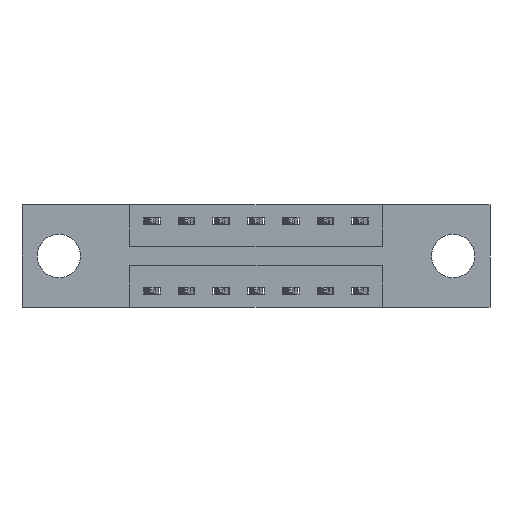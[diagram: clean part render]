
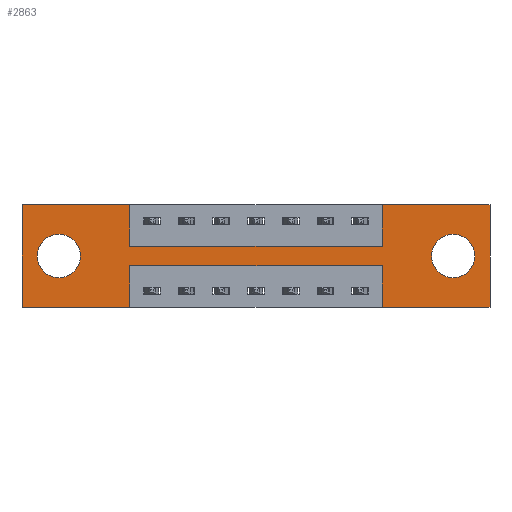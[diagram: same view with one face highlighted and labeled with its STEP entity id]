
A CAD part, front view. The second image highlights one B-rep face of the part: STEP entity #2863.
In plain terms, the highlighted planar face has unit normal (0, -1, 0).
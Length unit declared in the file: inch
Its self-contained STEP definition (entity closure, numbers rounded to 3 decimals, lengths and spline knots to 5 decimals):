
#121 = EDGE_CURVE ( 'NONE', #7200, #4388, #6866, .T. ) ;
#124 = CARTESIAN_POINT ( 'NONE',  ( 0., 0., -0.37 ) ) ;
#127 = EDGE_CURVE ( 'NONE', #5983, #7200, #8390, .T. ) ;
#195 = FACE_BOUND ( 'NONE', #413, .T. ) ;
#289 = DIRECTION ( 'NONE',  ( 0., 0., -1. ) ) ;
#313 = ORIENTED_EDGE ( 'NONE', *, *, #569, .F. ) ;
#327 = EDGE_CURVE ( 'NONE', #8232, #8428, #7387, .T. ) ;
#332 = VECTOR ( 'NONE', #8546, 39.37008 ) ;
#337 = VERTEX_POINT ( 'NONE', #5807 ) ;
#413 = EDGE_LOOP ( 'NONE', ( #1478, #1735 ) ) ;
#452 = CARTESIAN_POINT ( 'NONE',  ( 1.5525, 0., -0.263 ) ) ;
#489 = CARTESIAN_POINT ( 'NONE',  ( 1.2975, 0., -0.37 ) ) ;
#569 = EDGE_CURVE ( 'NONE', #2128, #8232, #8384, .T. ) ;
#570 = EDGE_LOOP ( 'NONE', ( #1093, #1501 ) ) ;
#590 = ORIENTED_EDGE ( 'NONE', *, *, #1769, .F. ) ;
#604 = EDGE_CURVE ( 'NONE', #2091, #2128, #4167, .T. ) ;
#849 = EDGE_LOOP ( 'NONE', ( #6320, #1871, #1490, #6203, #2166, #590, #1163, #313, #7169, #7900, #5226, #7406 ) ) ;
#870 = CARTESIAN_POINT ( 'NONE',  ( 1.2975, 0., -0.37 ) ) ;
#956 = CARTESIAN_POINT ( 'NONE',  ( 0., 0., 0. ) ) ;
#1093 = ORIENTED_EDGE ( 'NONE', *, *, #9258, .T. ) ;
#1163 = ORIENTED_EDGE ( 'NONE', *, *, #327, .F. ) ;
#1164 = EDGE_CURVE ( 'NONE', #8496, #2091, #7576, .T. ) ;
#1233 = DIRECTION ( 'NONE',  ( 0., 1., 0. ) ) ;
#1315 = VECTOR ( 'NONE', #5224, 39.37008 ) ;
#1394 = VECTOR ( 'NONE', #2552, 39.37008 ) ;
#1398 = CARTESIAN_POINT ( 'NONE',  ( 0., 0., 0. ) ) ;
#1457 = CARTESIAN_POINT ( 'NONE',  ( 0., 0., -0.37 ) ) ;
#1478 = ORIENTED_EDGE ( 'NONE', *, *, #9213, .T. ) ;
#1490 = ORIENTED_EDGE ( 'NONE', *, *, #127, .F. ) ;
#1501 = ORIENTED_EDGE ( 'NONE', *, *, #8222, .T. ) ;
#1735 = ORIENTED_EDGE ( 'NONE', *, *, #3509, .T. ) ;
#1769 = EDGE_CURVE ( 'NONE', #8428, #7456, #5421, .T. ) ;
#1825 = VERTEX_POINT ( 'NONE', #7249 ) ;
#1869 = CARTESIAN_POINT ( 'NONE',  ( 1.685, 0., 0. ) ) ;
#1871 = ORIENTED_EDGE ( 'NONE', *, *, #121, .F. ) ;
#2091 = VERTEX_POINT ( 'NONE', #8346 ) ;
#2128 = VERTEX_POINT ( 'NONE', #7290 ) ;
#2140 = FACE_OUTER_BOUND ( 'NONE', #849, .T. ) ;
#2166 = ORIENTED_EDGE ( 'NONE', *, *, #7535, .F. ) ;
#2209 = VECTOR ( 'NONE', #3801, 39.37008 ) ;
#2334 = PLANE ( 'NONE',  #7578 ) ;
#2552 = DIRECTION ( 'NONE',  ( 0., 0., 1. ) ) ;
#2609 = VERTEX_POINT ( 'NONE', #3848 ) ;
#2740 = VECTOR ( 'NONE', #6435, 39.37008 ) ;
#2846 = DIRECTION ( 'NONE',  ( -1., 0., 0. ) ) ;
#2863 = ADVANCED_FACE ( 'NONE', ( #195, #7734, #2140 ), #2334, .T. ) ;
#2974 = CARTESIAN_POINT ( 'NONE',  ( 0.1325, 0., -0.185 ) ) ;
#3080 = CARTESIAN_POINT ( 'NONE',  ( 0.3875, 0., -0.37 ) ) ;
#3147 = DIRECTION ( 'NONE',  ( 0., 0., -1. ) ) ;
#3239 = CARTESIAN_POINT ( 'NONE',  ( 1.2975, 0., -0.15 ) ) ;
#3349 = EDGE_CURVE ( 'NONE', #4388, #7191, #5377, .T. ) ;
#3377 = LINE ( 'NONE', #124, #5062 ) ;
#3509 = EDGE_CURVE ( 'NONE', #8859, #2609, #6211, .T. ) ;
#3681 = DIRECTION ( 'NONE',  ( 0., 0., 1. ) ) ;
#3732 = DIRECTION ( 'NONE',  ( 0., 0., 1. ) ) ;
#3801 = DIRECTION ( 'NONE',  ( 0., 0., -1. ) ) ;
#3848 = CARTESIAN_POINT ( 'NONE',  ( 1.5525, 0., -0.107 ) ) ;
#3919 = DIRECTION ( 'NONE',  ( 0., 1., 0. ) ) ;
#3961 = DIRECTION ( 'NONE',  ( 0., 1., 0. ) ) ;
#4061 = CARTESIAN_POINT ( 'NONE',  ( 0.3875, 0., -0.37 ) ) ;
#4167 = LINE ( 'NONE', #5290, #2209 ) ;
#4178 = CARTESIAN_POINT ( 'NONE',  ( 1.685, 0., 0. ) ) ;
#4194 = AXIS2_PLACEMENT_3D ( 'NONE', #8224, #3961, #8794 ) ;
#4388 = VERTEX_POINT ( 'NONE', #9287 ) ;
#4471 = DIRECTION ( 'NONE',  ( 0., -1., 0. ) ) ;
#4553 = CARTESIAN_POINT ( 'NONE',  ( 0., 0., -0.37 ) ) ;
#4604 = DIRECTION ( 'NONE',  ( 0., 0., 1. ) ) ;
#4609 = VECTOR ( 'NONE', #3732, 39.37008 ) ;
#4781 = CIRCLE ( 'NONE', #7867, 0.078 ) ;
#4864 = VECTOR ( 'NONE', #2846, 39.37008 ) ;
#4934 = CARTESIAN_POINT ( 'NONE',  ( 1.2975, 0., 0. ) ) ;
#5062 = VECTOR ( 'NONE', #6301, 39.37008 ) ;
#5113 = CARTESIAN_POINT ( 'NONE',  ( 0., 0., -0.37 ) ) ;
#5224 = DIRECTION ( 'NONE',  ( 0., 0., -1. ) ) ;
#5226 = ORIENTED_EDGE ( 'NONE', *, *, #6918, .F. ) ;
#5290 = CARTESIAN_POINT ( 'NONE',  ( 0.3875, 0., 0. ) ) ;
#5377 = LINE ( 'NONE', #3080, #1315 ) ;
#5396 = CARTESIAN_POINT ( 'NONE',  ( 0.3875, 0., -0.15 ) ) ;
#5421 = LINE ( 'NONE', #8858, #5664 ) ;
#5664 = VECTOR ( 'NONE', #8838, 39.37008 ) ;
#5807 = CARTESIAN_POINT ( 'NONE',  ( 0.1325, 0., -0.263 ) ) ;
#5826 = CARTESIAN_POINT ( 'NONE',  ( 1.5525, 0., -0.185 ) ) ;
#5983 = VERTEX_POINT ( 'NONE', #870 ) ;
#6109 = CARTESIAN_POINT ( 'NONE',  ( 0., 0., 0. ) ) ;
#6128 = VECTOR ( 'NONE', #4604, 39.37008 ) ;
#6203 = ORIENTED_EDGE ( 'NONE', *, *, #8399, .F. ) ;
#6211 = CIRCLE ( 'NONE', #6719, 0.078 ) ;
#6244 = DIRECTION ( 'NONE',  ( 1., 0., 0. ) ) ;
#6282 = CARTESIAN_POINT ( 'NONE',  ( 1.2975, 0., -0.22 ) ) ;
#6301 = DIRECTION ( 'NONE',  ( -1., 0., 0. ) ) ;
#6320 = ORIENTED_EDGE ( 'NONE', *, *, #3349, .F. ) ;
#6435 = DIRECTION ( 'NONE',  ( 1., 0., 0. ) ) ;
#6546 = CARTESIAN_POINT ( 'NONE',  ( 0.3875, 0., -0.22 ) ) ;
#6572 = DIRECTION ( 'NONE',  ( 0., 0., -1. ) ) ;
#6719 = AXIS2_PLACEMENT_3D ( 'NONE', #8178, #3919, #8747 ) ;
#6822 = VERTEX_POINT ( 'NONE', #8075 ) ;
#6866 = LINE ( 'NONE', #6546, #4864 ) ;
#6918 = EDGE_CURVE ( 'NONE', #8175, #8496, #7963, .T. ) ;
#7038 = CARTESIAN_POINT ( 'NONE',  ( 1.2975, 0., 0. ) ) ;
#7169 = ORIENTED_EDGE ( 'NONE', *, *, #604, .F. ) ;
#7191 = VERTEX_POINT ( 'NONE', #4061 ) ;
#7200 = VERTEX_POINT ( 'NONE', #6282 ) ;
#7249 = CARTESIAN_POINT ( 'NONE',  ( 0.1325, 0., -0.107 ) ) ;
#7290 = CARTESIAN_POINT ( 'NONE',  ( 0.3875, 0., -0.15 ) ) ;
#7387 = LINE ( 'NONE', #4934, #1394 ) ;
#7406 = ORIENTED_EDGE ( 'NONE', *, *, #8971, .F. ) ;
#7450 = VECTOR ( 'NONE', #289, 39.37008 ) ;
#7456 = VERTEX_POINT ( 'NONE', #1869 ) ;
#7535 = EDGE_CURVE ( 'NONE', #7456, #6822, #9202, .T. ) ;
#7576 = LINE ( 'NONE', #1398, #8810 ) ;
#7578 = AXIS2_PLACEMENT_3D ( 'NONE', #1457, #4471, #3147 ) ;
#7734 = FACE_BOUND ( 'NONE', #570, .T. ) ;
#7841 = CIRCLE ( 'NONE', #4194, 0.078 ) ;
#7867 = AXIS2_PLACEMENT_3D ( 'NONE', #2974, #7950, #3681 ) ;
#7900 = ORIENTED_EDGE ( 'NONE', *, *, #1164, .F. ) ;
#7950 = DIRECTION ( 'NONE',  ( 0., 1., 0. ) ) ;
#7963 = LINE ( 'NONE', #6109, #6128 ) ;
#8040 = AXIS2_PLACEMENT_3D ( 'NONE', #5826, #1233, #6572 ) ;
#8075 = CARTESIAN_POINT ( 'NONE',  ( 1.685, 0., -0.37 ) ) ;
#8175 = VERTEX_POINT ( 'NONE', #4553 ) ;
#8178 = CARTESIAN_POINT ( 'NONE',  ( 1.5525, 0., -0.185 ) ) ;
#8222 = EDGE_CURVE ( 'NONE', #337, #1825, #7841, .T. ) ;
#8224 = CARTESIAN_POINT ( 'NONE',  ( 0.1325, 0., -0.185 ) ) ;
#8232 = VERTEX_POINT ( 'NONE', #3239 ) ;
#8248 = LINE ( 'NONE', #5113, #332 ) ;
#8346 = CARTESIAN_POINT ( 'NONE',  ( 0.3875, 0., 0. ) ) ;
#8384 = LINE ( 'NONE', #5396, #2740 ) ;
#8390 = LINE ( 'NONE', #489, #4609 ) ;
#8399 = EDGE_CURVE ( 'NONE', #6822, #5983, #3377, .T. ) ;
#8428 = VERTEX_POINT ( 'NONE', #7038 ) ;
#8496 = VERTEX_POINT ( 'NONE', #956 ) ;
#8511 = CIRCLE ( 'NONE', #8040, 0.078 ) ;
#8546 = DIRECTION ( 'NONE',  ( -1., 0., 0. ) ) ;
#8747 = DIRECTION ( 'NONE',  ( 0., 0., -1. ) ) ;
#8794 = DIRECTION ( 'NONE',  ( 0., 0., 1. ) ) ;
#8810 = VECTOR ( 'NONE', #6244, 39.37008 ) ;
#8838 = DIRECTION ( 'NONE',  ( 1., 0., 0. ) ) ;
#8858 = CARTESIAN_POINT ( 'NONE',  ( 0., 0., 0. ) ) ;
#8859 = VERTEX_POINT ( 'NONE', #452 ) ;
#8971 = EDGE_CURVE ( 'NONE', #7191, #8175, #8248, .T. ) ;
#9202 = LINE ( 'NONE', #4178, #7450 ) ;
#9213 = EDGE_CURVE ( 'NONE', #2609, #8859, #8511, .T. ) ;
#9258 = EDGE_CURVE ( 'NONE', #1825, #337, #4781, .T. ) ;
#9287 = CARTESIAN_POINT ( 'NONE',  ( 0.3875, 0., -0.22 ) ) ;
